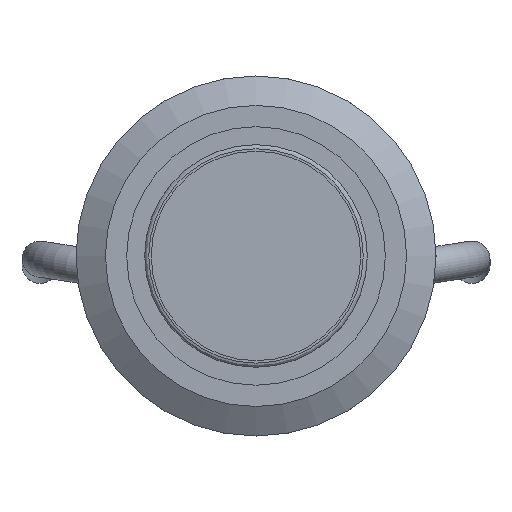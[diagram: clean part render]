
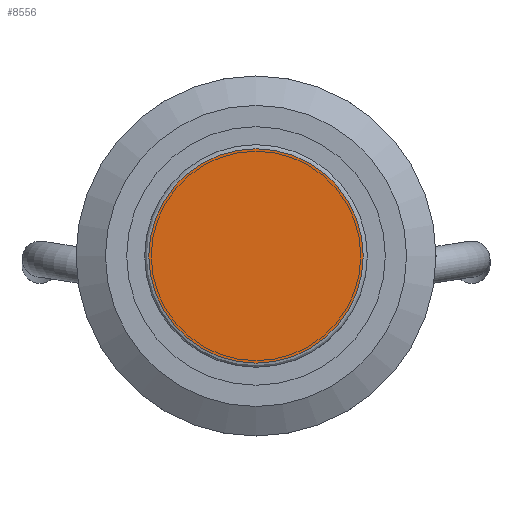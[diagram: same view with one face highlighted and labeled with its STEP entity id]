
A CAD part, top view. The second image highlights one B-rep face of the part: STEP entity #8556.
In plain terms, the highlighted planar face has unit normal (0, 0, 1).
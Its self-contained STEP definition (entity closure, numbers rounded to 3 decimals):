
#265=PLANE('',#9317);
#820=FACE_OUTER_BOUND('',#1319,.T.);
#1319=EDGE_LOOP('',(#6997));
#1845=CIRCLE('',#9318,6.55);
#4048=VERTEX_POINT('',#15863);
#5125=EDGE_CURVE('',#4048,#4048,#1845,.T.);
#6997=ORIENTED_EDGE('',*,*,#5125,.F.);
#8556=ADVANCED_FACE('',(#820),#265,.F.);
#9317=AXIS2_PLACEMENT_3D('',#15862,#11278,#11279);
#9318=AXIS2_PLACEMENT_3D('',#15864,#11280,#11281);
#11278=DIRECTION('center_axis',(0.,0.,
-1.));
#11279=DIRECTION('ref_axis',(0.,-1.,0.));
#11280=DIRECTION('center_axis',(0.,0.,
-1.));
#11281=DIRECTION('ref_axis',(0.,-1.,0.));
#15862=CARTESIAN_POINT('Origin',(15.303,8.282,178.028));
#15863=CARTESIAN_POINT('',(15.303,14.832,178.028));
#15864=CARTESIAN_POINT('Origin',(15.303,8.282,178.028));
